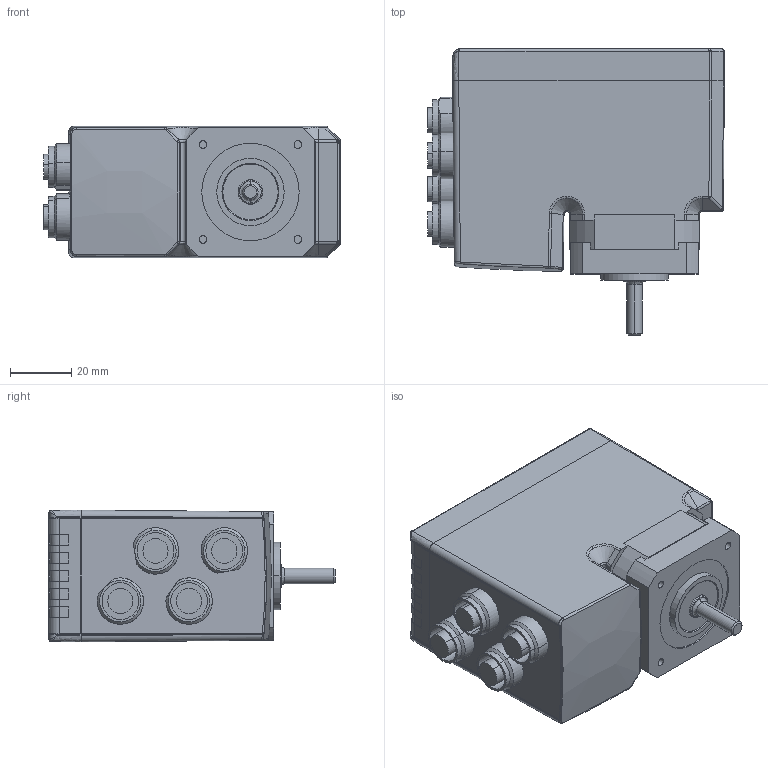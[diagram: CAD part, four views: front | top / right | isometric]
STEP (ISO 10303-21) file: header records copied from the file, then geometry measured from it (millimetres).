
FILE_DESCRIPTION (( 'STEP AP203' ), '1' );
FILE_NAME ('MIS171 M12 TOP Ø5.STEP', '2017-11-22T00:28:58', ( '' ), ( '' ), 'SwSTEP 2.0', 'SolidWorks 2017', '' );
FILE_SCHEMA (( 'CONFIG_CONTROL_DESIGN' ));
Length unit declared in the file: millimetre
Products named in the file (1): MIS171 M12 TOP Ø5
Bounding box: 96.94 x 93.5 x 43.06 mm (x, y, z)
Volume: 265090.5 mm3; surface area: 31627.9 mm2
Topology: 1 solids, 11 shells, 452 faces, 1067 edges, 643 vertices
Faces by surface type: plane 182, cylinder 152, cone 65, bspline 53
Entity records: 15270 total; most frequent: CARTESIAN_POINT 5337, ORIENTED_EDGE 2082, DIRECTION 1990, EDGE_CURVE 1041, AXIS2_PLACEMENT_3D 726, VERTEX_POINT 643, VECTOR 538, LINE 538
